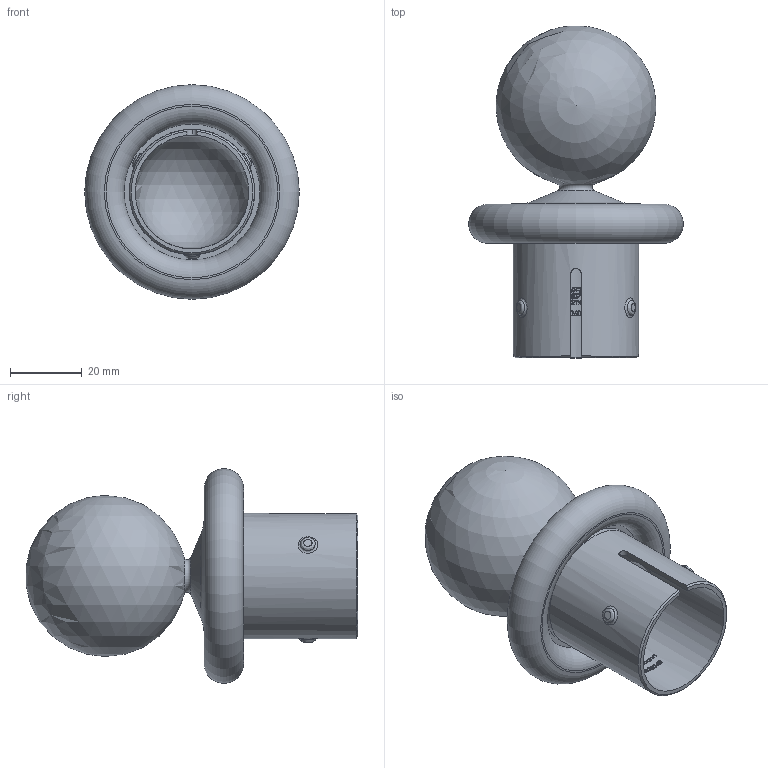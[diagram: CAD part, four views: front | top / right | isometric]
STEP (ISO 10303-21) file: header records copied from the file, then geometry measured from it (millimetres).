
FILE_DESCRIPTION (( 'STEP AP203' ), '1' );
FILE_NAME ('50260-ST.step', '2021-10-04T09:44:40', ( '' ), ( '' ), 'SwSTEP 2.0', 'SolidWorks 2018', '' );
FILE_SCHEMA (( 'CONFIG_CONTROL_DESIGN' ));
Length unit declared in the file: millimetre
Products named in the file (2): 50260-ST
Bounding box: 60 x 92.8 x 60 mm (x, y, z)
Volume: 75409 mm3; surface area: 21168.6 mm2
Topology: 1 solids, 1 shells, 284 faces, 775 edges, 515 vertices
Faces by surface type: bspline 130, plane 114, cylinder 31, torus 6, sphere 2, cone 1
Full cylindrical faces by diameter (mm): 31.8 x1, 35 x1
Entity records: 14911 total; most frequent: CARTESIAN_POINT 8740, ORIENTED_EDGE 1450, DIRECTION 852, EDGE_CURVE 725, VERTEX_POINT 490, LINE 336, VECTOR 336, EDGE_LOOP 323
